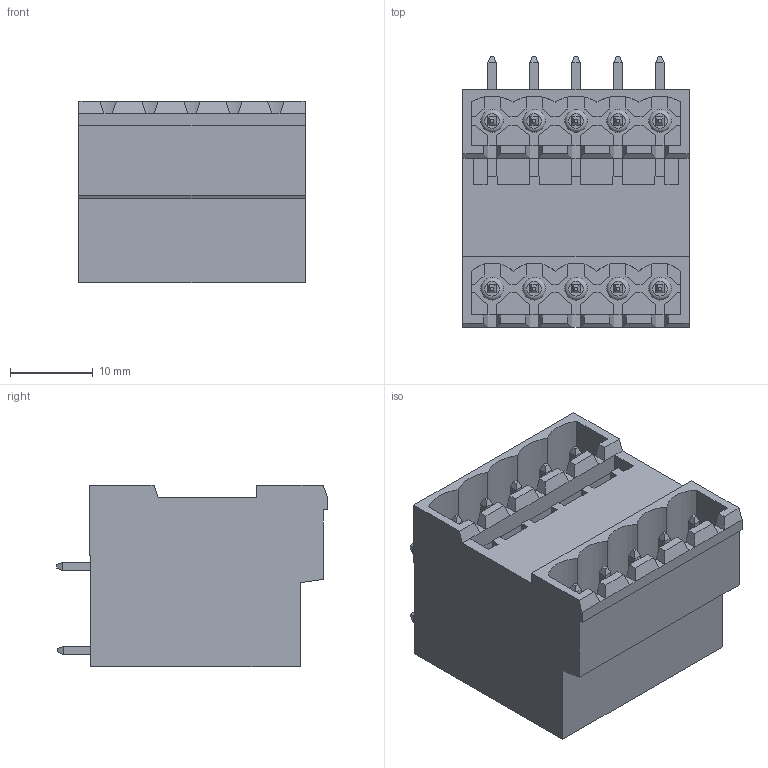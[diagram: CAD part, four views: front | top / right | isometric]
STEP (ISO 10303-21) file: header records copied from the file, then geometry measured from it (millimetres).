
FILE_DESCRIPTION( ( 'Unknown' ), '1' );
FILE_NAME( '691331510010.stp', 'Unknown', ( 'Unknown' ), ( 'Unknown' ), 'PSStep 15.0.49', 'Unknown', ' ' );
FILE_SCHEMA( ( 'AUTOMOTIVE_DESIGN { 1 0 10303 214 1 1 1 1 }' ) );
Length unit declared in the file: millimetre
Products named in the file (5): Assem1; 6913315100xx_PIN LONGUE; 6913315100xx_PIN; 691333500010; 691333500010_CAPOT
Assembly tree (12 placements, depth 2):
  Assem1
    6913315100xx_PIN LONGUE  x5
    6913315100xx_PIN  x5
    691333500010
    691333500010_CAPOT
Bounding box: 27.4 x 32.8 x 22 mm (x, y, z)
Volume: 5970.2 mm3; surface area: 11560.6 mm2
Topology: 12 solids, 12 shells, 754 faces, 2036 edges, 1320 vertices
Faces by surface type: plane 690, cylinder 54, torus 10
Full cylindrical faces by diameter (mm): 1.7 x8, 2.75 x10
Entity records: 24510 total; most frequent: CARTESIAN_POINT 3467, ORIENTED_EDGE 3404, DIRECTION 3086, EDGE_CURVE 1702, LINE 1580, VECTOR 1580, VERTEX_POINT 1134, AXIS2_PLACEMENT_3D 753
